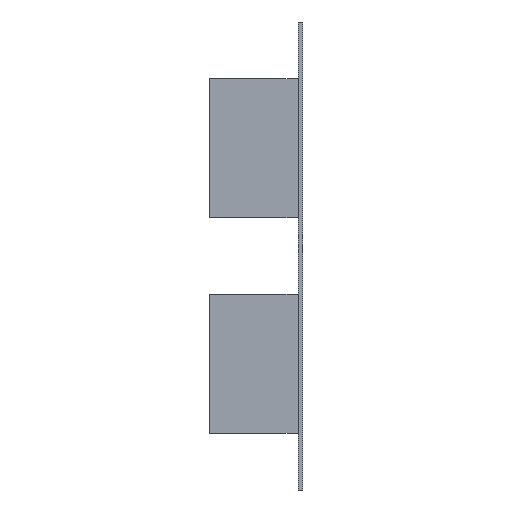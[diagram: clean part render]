
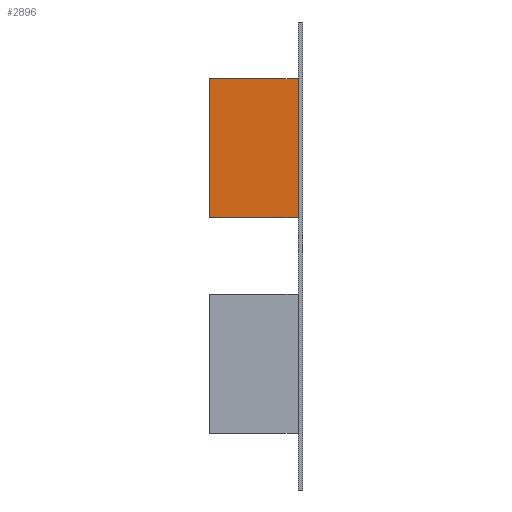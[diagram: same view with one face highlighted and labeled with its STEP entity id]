
A CAD part, left-side view. The second image highlights one B-rep face of the part: STEP entity #2896.
In plain terms, the highlighted planar face has unit normal (-1, 0, 0).
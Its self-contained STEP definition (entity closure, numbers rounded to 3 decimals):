
#1137 = CARTESIAN_POINT ( 'NONE',  ( -50.017, 2., 13.29 ) ) ;
#1362 = AXIS2_PLACEMENT_3D ( 'NONE', #23211, #9975, #25439 ) ;
#1708 = CARTESIAN_POINT ( 'NONE',  ( -50.017, 2., 16.262 ) ) ;
#2663 = DIRECTION ( 'NONE',  ( 0., -1., 0. ) ) ;
#2896 = ADVANCED_FACE ( 'NONE', ( #5068 ), #25339, .F. ) ;
#3197 = LINE ( 'NONE', #25586, #20064 ) ;
#3751 = CARTESIAN_POINT ( 'NONE',  ( -50.017, 2., 16.262 ) ) ;
#4933 = EDGE_CURVE ( 'NONE', #16995, #14616, #28350, .T. ) ;
#5068 = FACE_OUTER_BOUND ( 'NONE', #11396, .T. ) ;
#6296 = VERTEX_POINT ( 'NONE', #1137 ) ;
#9245 = CARTESIAN_POINT ( 'NONE',  ( -50.017, 2., 13.29 ) ) ;
#9975 = DIRECTION ( 'NONE',  ( 1., 0., 0. ) ) ;
#10739 = VECTOR ( 'NONE', #12741, 1000. ) ;
#11032 = EDGE_CURVE ( 'NONE', #6296, #22800, #3197, .T. ) ;
#11396 = EDGE_LOOP ( 'NONE', ( #16336, #21757, #12690, #12635 ) ) ;
#12012 = LINE ( 'NONE', #1708, #17239 ) ;
#12635 = ORIENTED_EDGE ( 'NONE', *, *, #26991, .T. ) ;
#12690 = ORIENTED_EDGE ( 'NONE', *, *, #11032, .F. ) ;
#12741 = DIRECTION ( 'NONE',  ( 0., 0., 1. ) ) ;
#14616 = VERTEX_POINT ( 'NONE', #24733 ) ;
#16176 = LINE ( 'NONE', #9245, #22015 ) ;
#16336 = ORIENTED_EDGE ( 'NONE', *, *, #4933, .T. ) ;
#16995 = VERTEX_POINT ( 'NONE', #26895 ) ;
#17142 = CARTESIAN_POINT ( 'NONE',  ( -50.017, 0.1, 13.29 ) ) ;
#17239 = VECTOR ( 'NONE', #19434, 1000. ) ;
#19034 = DIRECTION ( 'NONE',  ( 0., 0., 1. ) ) ;
#19434 = DIRECTION ( 'NONE',  ( 0., -1., 0. ) ) ;
#20064 = VECTOR ( 'NONE', #19034, 1000. ) ;
#21757 = ORIENTED_EDGE ( 'NONE', *, *, #26736, .F. ) ;
#22015 = VECTOR ( 'NONE', #2663, 1000. ) ;
#22800 = VERTEX_POINT ( 'NONE', #3751 ) ;
#23211 = CARTESIAN_POINT ( 'NONE',  ( -50.017, 2., 13.29 ) ) ;
#24733 = CARTESIAN_POINT ( 'NONE',  ( -50.017, 0.1, 16.262 ) ) ;
#25339 = PLANE ( 'NONE',  #1362 ) ;
#25439 = DIRECTION ( 'NONE',  ( 0., 0., -1. ) ) ;
#25586 = CARTESIAN_POINT ( 'NONE',  ( -50.017, 2., 13.29 ) ) ;
#26736 = EDGE_CURVE ( 'NONE', #22800, #14616, #12012, .T. ) ;
#26895 = CARTESIAN_POINT ( 'NONE',  ( -50.017, 0.1, 13.29 ) ) ;
#26991 = EDGE_CURVE ( 'NONE', #6296, #16995, #16176, .T. ) ;
#28350 = LINE ( 'NONE', #17142, #10739 ) ;
